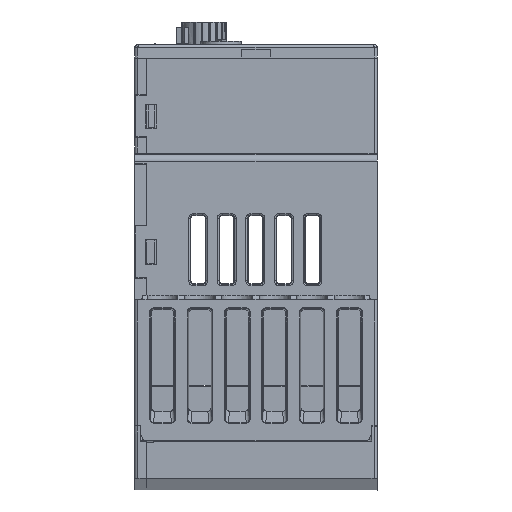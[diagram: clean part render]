
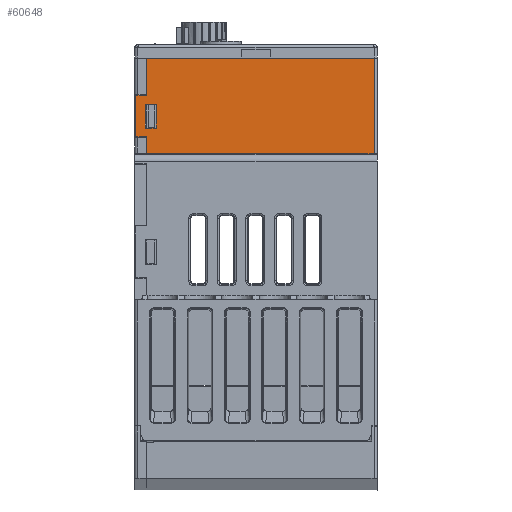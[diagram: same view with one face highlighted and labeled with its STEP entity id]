
A CAD part, left-side view. The second image highlights one B-rep face of the part: STEP entity #60648.
In plain terms, the highlighted planar face has unit normal (-1, 0, 0).
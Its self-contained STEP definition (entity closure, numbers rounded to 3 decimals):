
#7209=ORIENTED_EDGE('',*,*,#22809,.F.);
#7210=ORIENTED_EDGE('',*,*,#23843,.F.);
#7211=ORIENTED_EDGE('',*,*,#23442,.F.);
#7212=ORIENTED_EDGE('',*,*,#24136,.F.);
#7213=ORIENTED_EDGE('',*,*,#24164,.T.);
#7214=ORIENTED_EDGE('',*,*,#22832,.T.);
#7215=ORIENTED_EDGE('',*,*,#24168,.T.);
#7216=ORIENTED_EDGE('',*,*,#22808,.F.);
#7217=ORIENTED_EDGE('',*,*,#22825,.F.);
#7218=ORIENTED_EDGE('',*,*,#22826,.F.);
#7219=ORIENTED_EDGE('',*,*,#22818,.F.);
#7220=ORIENTED_EDGE('',*,*,#22828,.F.);
#22808=EDGE_CURVE('',#31938,#31936,#37860,.T.);
#22809=EDGE_CURVE('',#31939,#31938,#37861,.T.);
#22818=EDGE_CURVE('',#31945,#31946,#37870,.T.);
#22825=EDGE_CURVE('',#31952,#31950,#37877,.T.);
#22826=EDGE_CURVE('',#31946,#31952,#37878,.T.);
#22828=EDGE_CURVE('',#31950,#31945,#37880,.T.);
#22832=EDGE_CURVE('',#31955,#31954,#37884,.T.);
#23442=EDGE_CURVE('',#32368,#32365,#38257,.T.);
#23843=EDGE_CURVE('',#32365,#31939,#38618,.T.);
#24136=EDGE_CURVE('',#32802,#32368,#38884,.T.);
#24164=EDGE_CURVE('',#32802,#31955,#38912,.T.);
#24168=EDGE_CURVE('',#31954,#31936,#38916,.T.);
#31936=VERTEX_POINT('',#88874);
#31938=VERTEX_POINT('',#88878);
#31939=VERTEX_POINT('',#88882);
#31945=VERTEX_POINT('',#88900);
#31946=VERTEX_POINT('',#88901);
#31950=VERTEX_POINT('',#88910);
#31952=VERTEX_POINT('',#88914);
#31954=VERTEX_POINT('',#88926);
#31955=VERTEX_POINT('',#88928);
#32365=VERTEX_POINT('',#90139);
#32368=VERTEX_POINT('',#90144);
#32802=VERTEX_POINT('',#91586);
#37860=LINE('',#88879,#43946);
#37861=LINE('',#88881,#43947);
#37870=LINE('',#88899,#43956);
#37877=LINE('',#88915,#43963);
#37878=LINE('',#88917,#43964);
#37880=LINE('',#88920,#43966);
#37884=LINE('',#88927,#43970);
#38257=LINE('',#90145,#44343);
#38618=LINE('',#90995,#44704);
#38884=LINE('',#91587,#44970);
#38912=LINE('',#91649,#44998);
#38916=LINE('',#91655,#45002);
#43946=VECTOR('',#71709,1000.);
#43947=VECTOR('',#71712,1000.);
#43956=VECTOR('',#71727,1000.);
#43963=VECTOR('',#71736,1000.);
#43964=VECTOR('',#71739,1000.);
#43966=VECTOR('',#71743,1000.);
#43970=VECTOR('',#71749,1000.);
#44343=VECTOR('',#72944,1000.);
#44704=VECTOR('',#73661,1000.);
#44970=VECTOR('',#74237,1000.);
#44998=VECTOR('',#74325,1000.);
#45002=VECTOR('',#74333,1000.);
#50525=EDGE_LOOP('',(#7209,#7210,#7211,#7212,#7213,#7214,#7215,#7216));
#50526=EDGE_LOOP('',(#7217,#7218,#7219,#7220));
#54487=FACE_BOUND('',#50525,.T.);
#54488=FACE_BOUND('',#50526,.T.);
#58207=PLANE('',#66859);
#60648=ADVANCED_FACE('',(#54487,#54488),#58207,.F.);
#66859=AXIS2_PLACEMENT_3D('',#91664,#74344,#74345);
#71709=DIRECTION('',(0.,1.,0.));
#71712=DIRECTION('',(0.,0.,1.));
#71727=DIRECTION('',(0.,1.,0.));
#71736=DIRECTION('',(0.,-1.,0.));
#71739=DIRECTION('',(0.,0.,-1.));
#71743=DIRECTION('',(0.,0.,1.));
#71749=DIRECTION('',(0.,1.,0.));
#72944=DIRECTION('',(0.,0.,-1.));
#73661=DIRECTION('',(0.,1.,0.));
#74237=DIRECTION('',(0.,-1.,0.));
#74325=DIRECTION('',(0.,0.,-1.));
#74333=DIRECTION('',(0.,0.,-1.));
#74344=DIRECTION('',(1.,0.,0.));
#74345=DIRECTION('',(0.,0.,-1.));
#88874=CARTESIAN_POINT('',(-24.16,36.7,28.925));
#88878=CARTESIAN_POINT('',(-24.16,35.2,28.925));
#88879=CARTESIAN_POINT('',(-24.16,2.8,28.925));
#88881=CARTESIAN_POINT('',(-24.16,35.2,34.48));
#88882=CARTESIAN_POINT('',(-24.16,35.2,26.425));
#88899=CARTESIAN_POINT('',(-24.16,33.7,33.725));
#88900=CARTESIAN_POINT('',(-24.16,33.7,33.725));
#88901=CARTESIAN_POINT('',(-24.16,35.3,33.725));
#88910=CARTESIAN_POINT('',(-24.16,33.7,30.225));
#88914=CARTESIAN_POINT('',(-24.16,35.3,30.225));
#88915=CARTESIAN_POINT('',(-24.16,35.4,30.225));
#88917=CARTESIAN_POINT('',(-24.16,35.3,33.575));
#88920=CARTESIAN_POINT('',(-24.16,33.7,30.375));
#88926=CARTESIAN_POINT('',(-24.16,36.7,35.025));
#88927=CARTESIAN_POINT('',(-24.16,36.7,35.025));
#88928=CARTESIAN_POINT('',(-24.16,35.2,35.025));
#90139=CARTESIAN_POINT('',(-24.16,1.7,26.425));
#90144=CARTESIAN_POINT('',(-24.16,1.7,40.524));
#90145=CARTESIAN_POINT('',(-24.16,1.7,0.));
#90995=CARTESIAN_POINT('',(-24.16,19.3,26.425));
#91586=CARTESIAN_POINT('',(-24.16,35.2,40.524));
#91587=CARTESIAN_POINT('',(-24.16,2.8,40.524));
#91649=CARTESIAN_POINT('',(-24.16,35.2,35.438));
#91655=CARTESIAN_POINT('',(-24.16,36.7,28.975));
#91664=CARTESIAN_POINT('',(-24.16,2.8,34.48));
